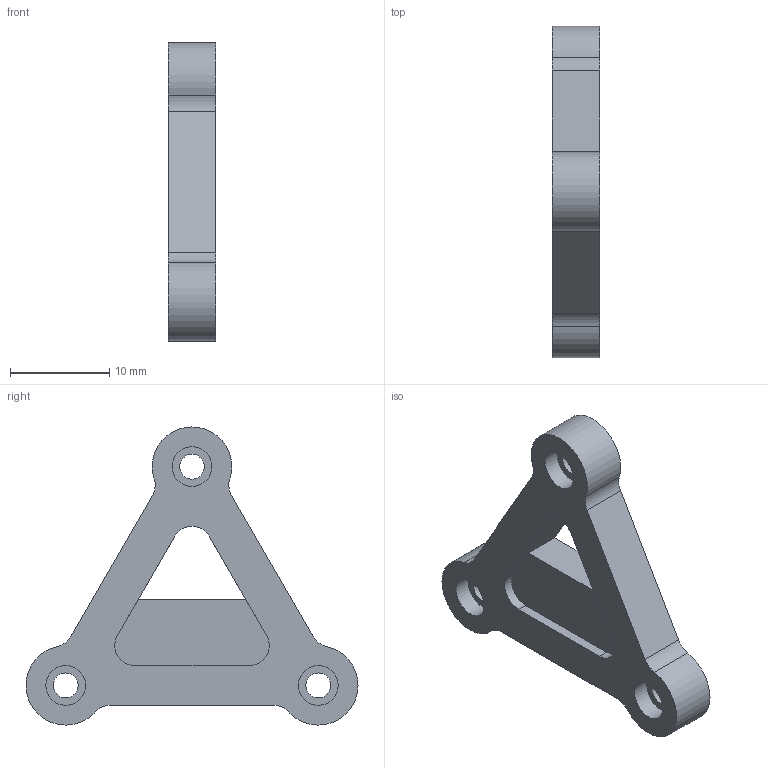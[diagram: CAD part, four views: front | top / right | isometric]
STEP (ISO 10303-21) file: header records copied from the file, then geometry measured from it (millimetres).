
FILE_DESCRIPTION(/* description */ (''),/* implementation_level */ '2;1');
FILE_NAME(/* name */ 'omvh732_adapter_v7.step',/* time_stamp */ '2023-01-15T12:01:11-08:00',/* author */ (''),/* organization */ (''),/* preprocessor_version */ 'ST-DEVELOPER v19.2',/* originating_system */ 'Autodesk Translation Framework v11.17.0.187',/* authorisation */ '');
FILE_SCHEMA (('AUTOMOTIVE_DESIGN { 1 0 10303 214 3 1 1 }'));
Length unit declared in the file: millimetre
Products named in the file (1): omvh732_adapter
Bounding box: 4.75 x 33.4 x 30 mm (x, y, z)
Volume: 2005.2 mm3; surface area: 1692.7 mm2
Topology: 1 solids, 1 shells, 31 faces, 78 edges, 52 vertices
Faces by surface type: cylinder 18, plane 13
Full cylindrical faces by diameter (mm): 2.5 x3, 4 x3
Entity records: 1004 total; most frequent: DIRECTION 178, CARTESIAN_POINT 162, ORIENTED_EDGE 156, EDGE_CURVE 78, AXIS2_PLACEMENT_3D 68, VERTEX_POINT 52, EDGE_LOOP 42, LINE 42
